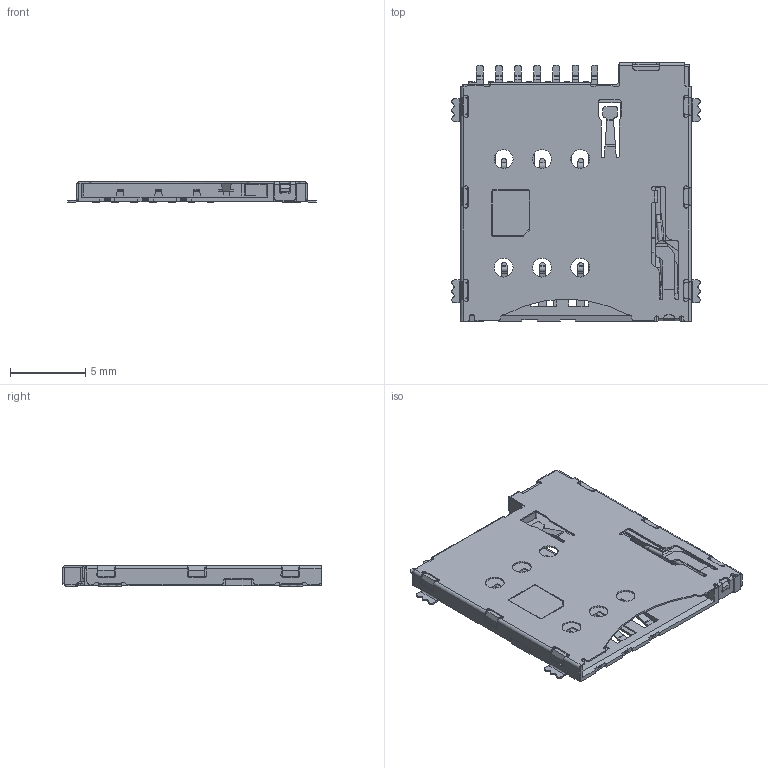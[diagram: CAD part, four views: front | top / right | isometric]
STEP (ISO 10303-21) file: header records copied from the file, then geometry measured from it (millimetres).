
FILE_DESCRIPTION(/* description */ ('Unknown'),/* implementation_level */ '2;1');
FILE_NAME(/* name */ '693021020811',/* time_stamp */ '2023-04-28T12:04:09+02:00',/* author */ ('Unknown'),/* organization */ ('Unknown'),/* preprocessor_version */ 'ST-DEVELOPER v18.102',/* originating_system */ 'Solid Edge',/* authorisation */ 'Unknown');
FILE_SCHEMA (('AUTOMOTIVE_DESIGN {1 0 10303 214 3 1 1}'));
Length unit declared in the file: millimetre
Products named in the file (7): 693021020811; 693021020811_Housing; 693021020811_Coulisse; 693021020811_Spring; 693021020811_Clip; 693021020811_Shielding; 693021020811_Contact
Assembly tree (6 placements, depth 2):
  693021020811
    693021020811_Housing
    693021020811_Coulisse
    693021020811_Spring
    693021020811_Clip
    693021020811_Shielding
    693021020811_Contact
Bounding box: 16.5 x 17.16 x 1.35 mm (x, y, z)
Volume: 133 mm3; surface area: 1384.6 mm2
Topology: 13 solids, 13 shells, 1336 faces, 3768 edges, 2491 vertices
Faces by surface type: plane 949, cylinder 359, bspline 14, torus 12, cone 2
Full cylindrical faces by diameter (mm): 0.28 x3, 0.38 x1, 0.52 x1, 0.54 x1, 0.74 x3, 0.76 x2, 1.25 x6
Entity records: 48679 total; most frequent: CARTESIAN_POINT 10410, ORIENTED_EDGE 7484, DIRECTION 7132, EDGE_CURVE 3742, LINE 2946, VECTOR 2946, VERTEX_POINT 2487, AXIS2_PLACEMENT_3D 2093
